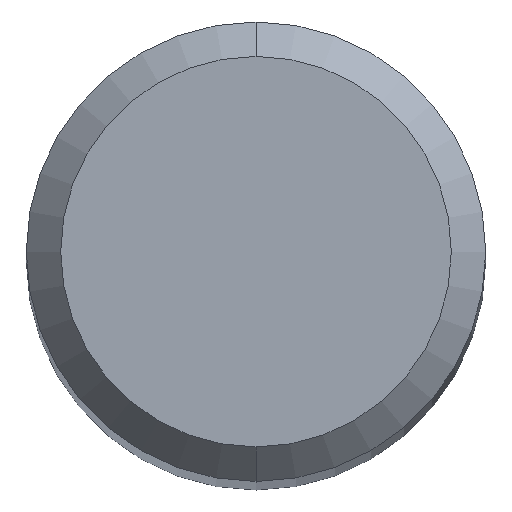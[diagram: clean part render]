
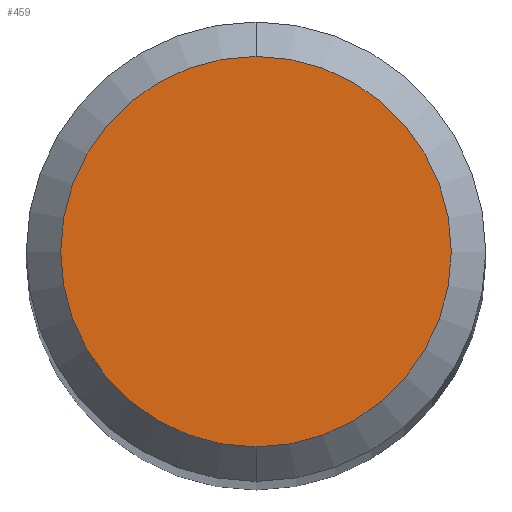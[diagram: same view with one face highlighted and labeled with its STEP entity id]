
A CAD part, top view. The second image highlights one B-rep face of the part: STEP entity #459.
In plain terms, the highlighted planar face has unit normal (0, 0, 1).
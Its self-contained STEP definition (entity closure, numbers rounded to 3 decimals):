
#371=EDGE_CURVE('',#949,#785,#1050,.T.);
#459=ADVANCED_FACE('',(#1145),#1146,.T.);
#585=EDGE_CURVE('',#785,#949,#1279,.T.);
#785=VERTEX_POINT('',#1500);
#949=VERTEX_POINT('',#1680);
#1050=CIRCLE('',#1787,1.7);
#1145=FACE_OUTER_BOUND('',#2276,.T.);
#1146=PLANE('',#2277);
#1279=CIRCLE('',#2681,1.7);
#1500=CARTESIAN_POINT('',(0.,-1.7,0.0));
#1680=CARTESIAN_POINT('',(0.0,1.7,0.0));
#1787=AXIS2_PLACEMENT_3D('',#4811,#4812,#4813);
#2276=EDGE_LOOP('',(#4899,#4900));
#2277=AXIS2_PLACEMENT_3D('',#4901,#4902,#4903);
#2681=AXIS2_PLACEMENT_3D('',#5017,#5018,#5019);
#4811=CARTESIAN_POINT('',(0.0,0.0,0.0));
#4812=DIRECTION('',(0.0,0.0,-1.0));
#4813=DIRECTION('',(0.0,1.0,0.0));
#4899=ORIENTED_EDGE('',*,*,#371,.F.);
#4900=ORIENTED_EDGE('',*,*,#585,.F.);
#4901=CARTESIAN_POINT('',(0.0,0.85,0.0));
#4902=DIRECTION('',(-0.0,0.0,1.0));
#4903=DIRECTION('',(0.0,-1.0,0.0));
#5017=CARTESIAN_POINT('',(0.0,0.0,0.0));
#5018=DIRECTION('',(0.0,0.0,-1.0));
#5019=DIRECTION('',(0.0,1.0,0.0));
